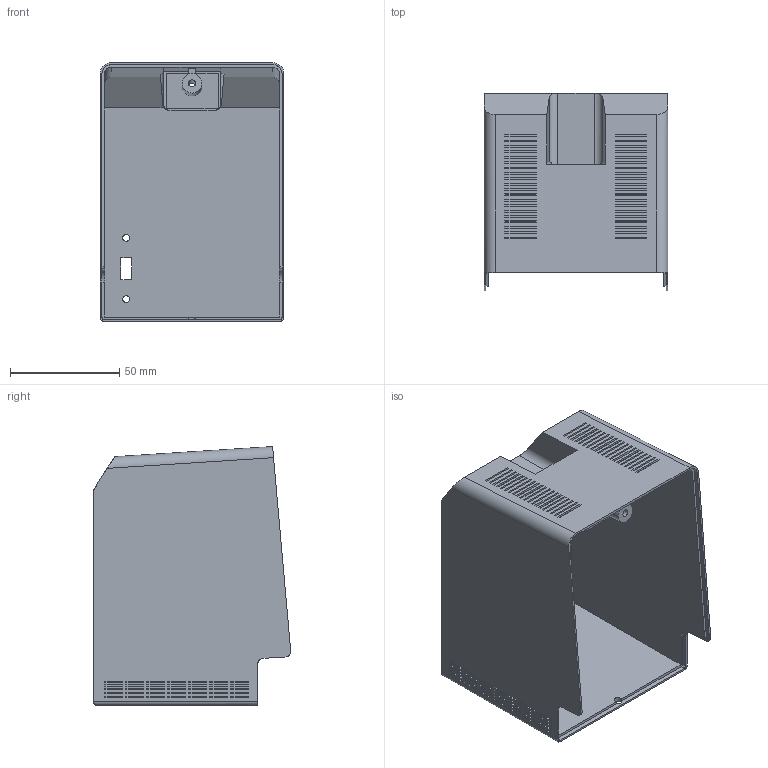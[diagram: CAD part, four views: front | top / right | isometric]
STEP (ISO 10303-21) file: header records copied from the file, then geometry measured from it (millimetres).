
FILE_DESCRIPTION(('HOOPS Exchange Step'),'2;1');
FILE_NAME('PicoMac - Case Back Rev0.stp','2025-04-23T21:28:39+01:00',('simonboak'),('Unknown organisation'),'HOOPS Exchange 2024.2','HOOPS Exchange','Unknown authorisation');
FILE_SCHEMA( ('AP203_CONFIGURATION_CONTROLLED_3D_DESIGN_OF_MECHANICAL_PARTS_AND_ASSEMBLIES_MIM_LF') );
Length unit declared in the file: millimetre
Products named in the file (1): root
Bounding box: 83.96 x 90.16 x 118.29 mm (x, y, z)
Volume: 84064.5 mm3; surface area: 87804.8 mm2
Topology: 1 solids, 1 shells, 656 faces, 1617 edges, 1072 vertices
Faces by surface type: plane 613, cylinder 19, bspline 19, extrusion 5
Full cylindrical faces by diameter (mm): 3.2 x3, 3.4 x1, 9 x1
Entity records: 23455 total; most frequent: CARTESIAN_POINT 7962, ORIENTED_EDGE 3234, DIRECTION 2869, EDGE_CURVE 1617, VECTOR 1515, LINE 1510, VERTEX_POINT 1072, EDGE_LOOP 777
